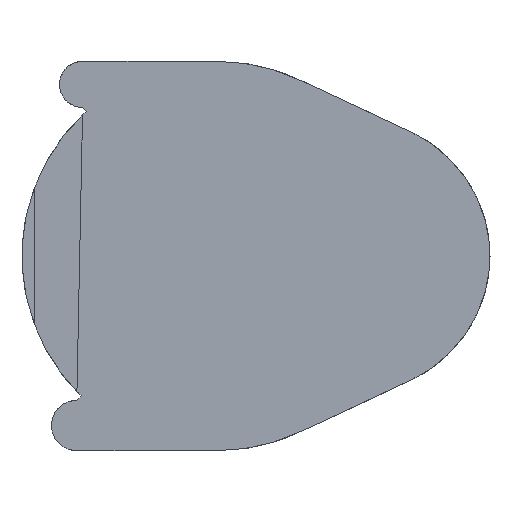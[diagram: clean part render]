
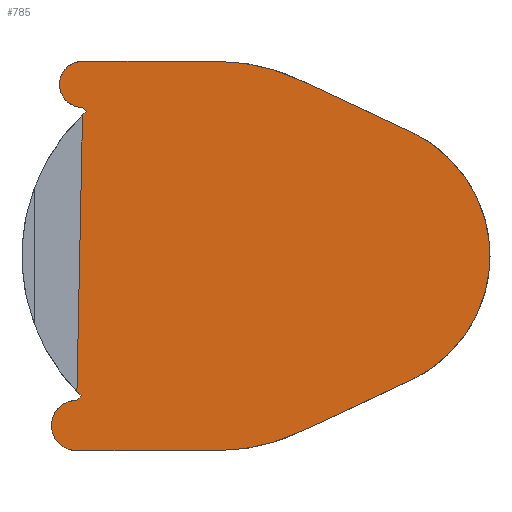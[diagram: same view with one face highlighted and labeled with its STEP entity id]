
A CAD part, front view. The second image highlights one B-rep face of the part: STEP entity #785.
In plain terms, the highlighted planar face has unit normal (0, -1, 0).
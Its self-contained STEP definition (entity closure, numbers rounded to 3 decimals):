
#1 = EDGE_CURVE ( 'NONE', #1216, #477, #1083, .T. ) ;
#2 = EDGE_CURVE ( 'NONE', #177, #245, #1270, .T. ) ;
#11 = VERTEX_POINT ( 'NONE', #1070 ) ;
#14 = AXIS2_PLACEMENT_3D ( 'NONE', #430, #333, #243 ) ;
#24 = LINE ( 'NONE', #1000, #1167 ) ;
#49 = EDGE_CURVE ( 'NONE', #361, #898, #581, .T. ) ;
#58 = VECTOR ( 'NONE', #1091, 1000. ) ;
#61 = DIRECTION ( 'NONE',  ( 0., 0., -1. ) ) ;
#74 = VERTEX_POINT ( 'NONE', #666 ) ;
#96 = DIRECTION ( 'NONE',  ( 0., 1., 0. ) ) ;
#100 = DIRECTION ( 'NONE',  ( 1., 0., 0. ) ) ;
#102 = DIRECTION ( 'NONE',  ( 0., 0., -1. ) ) ;
#107 = CARTESIAN_POINT ( 'NONE',  ( 0., 0., -150. ) ) ;
#125 = VERTEX_POINT ( 'NONE', #1087 ) ;
#133 = VECTOR ( 'NONE', #958, 1000. ) ;
#142 = CARTESIAN_POINT ( 'NONE',  ( 63.393, 0., 135.946 ) ) ;
#148 = ORIENTED_EDGE ( 'NONE', *, *, #475, .T. ) ;
#177 = VERTEX_POINT ( 'NONE', #1100 ) ;
#186 = VECTOR ( 'NONE', #100, 1000. ) ;
#196 = ORIENTED_EDGE ( 'NONE', *, *, #1, .T. ) ;
#200 = EDGE_CURVE ( 'NONE', #552, #11, #1053, .T. ) ;
#203 = CARTESIAN_POINT ( 'NONE',  ( -104.383, 0., -107.723 ) ) ;
#208 = CIRCLE ( 'NONE', #847, 150. ) ;
#221 = EDGE_CURVE ( 'NONE', #1216, #74, #208, .T. ) ;
#243 = DIRECTION ( 'NONE',  ( 0., 0., 1. ) ) ;
#245 = VERTEX_POINT ( 'NONE', #637 ) ;
#253 = CARTESIAN_POINT ( 'NONE',  ( 63.393, 0., 135.946 ) ) ;
#255 = VECTOR ( 'NONE', #675, 1000. ) ;
#261 = DIRECTION ( 'NONE',  ( 0., -1., 0. ) ) ;
#273 = CARTESIAN_POINT ( 'NONE',  ( -103.256, 0., 114.461 ) ) ;
#308 = CIRCLE ( 'NONE', #431, 150. ) ;
#333 = DIRECTION ( 'NONE',  ( 0., 1., 0. ) ) ;
#358 = ORIENTED_EDGE ( 'NONE', *, *, #200, .T. ) ;
#360 = ORIENTED_EDGE ( 'NONE', *, *, #625, .T. ) ;
#361 = VERTEX_POINT ( 'NONE', #1051 ) ;
#379 = EDGE_CURVE ( 'NONE', #1125, #998, #1052, .T. ) ;
#398 = PLANE ( 'NONE',  #1142 ) ;
#413 = FACE_OUTER_BOUND ( 'NONE', #1271, .T. ) ;
#426 = CARTESIAN_POINT ( 'NONE',  ( 63.393, 0., -135.946 ) ) ;
#429 = DIRECTION ( 'NONE',  ( 0.906, 0., 0.423 ) ) ;
#430 = CARTESIAN_POINT ( 'NONE',  ( 0., 0., 0. ) ) ;
#431 = AXIS2_PLACEMENT_3D ( 'NONE', #604, #1109, #489 ) ;
#459 = ORIENTED_EDGE ( 'NONE', *, *, #221, .F. ) ;
#467 = CARTESIAN_POINT ( 'NONE',  ( 63.393, 0., -135.946 ) ) ;
#470 = LINE ( 'NONE', #273, #927 ) ;
#475 = EDGE_CURVE ( 'NONE', #477, #709, #1119, .T. ) ;
#477 = VERTEX_POINT ( 'NONE', #560 ) ;
#489 = DIRECTION ( 'NONE',  ( 0., 0., 1. ) ) ;
#502 = CARTESIAN_POINT ( 'NONE',  ( -107.808, 0., -150. ) ) ;
#510 = DIRECTION ( 'NONE',  ( 0., 1., 0. ) ) ;
#520 = ORIENTED_EDGE ( 'NONE', *, *, #593, .F. ) ;
#522 = ORIENTED_EDGE ( 'NONE', *, *, #566, .F. ) ;
#531 = EDGE_CURVE ( 'NONE', #245, #998, #24, .T. ) ;
#552 = VERTEX_POINT ( 'NONE', #467 ) ;
#560 = CARTESIAN_POINT ( 'NONE',  ( -107.808, 0., -111.258 ) ) ;
#566 = EDGE_CURVE ( 'NONE', #74, #1125, #470, .T. ) ;
#581 = LINE ( 'NONE', #142, #58 ) ;
#593 = EDGE_CURVE ( 'NONE', #711, #898, #1134, .T. ) ;
#595 = CIRCLE ( 'NONE', #961, 105.625 ) ;
#599 = ORIENTED_EDGE ( 'NONE', *, *, #49, .T. ) ;
#604 = CARTESIAN_POINT ( 'NONE',  ( 0., 0., 0. ) ) ;
#625 = EDGE_CURVE ( 'NONE', #11, #361, #595, .T. ) ;
#637 = CARTESIAN_POINT ( 'NONE',  ( -103.256, 0., 114.461 ) ) ;
#655 = CARTESIAN_POINT ( 'NONE',  ( 0., 0., 0. ) ) ;
#662 = DIRECTION ( 'NONE',  ( 0., 0., 1. ) ) ;
#666 = CARTESIAN_POINT ( 'NONE',  ( -107.671, 0., -104.437 ) ) ;
#669 = CARTESIAN_POINT ( 'NONE',  ( 0., 0., 0. ) ) ;
#675 = DIRECTION ( 'NONE',  ( -1., 0., 0. ) ) ;
#693 = AXIS2_PLACEMENT_3D ( 'NONE', #867, #261, #971 ) ;
#695 = CARTESIAN_POINT ( 'NONE',  ( 0., 0., 150. ) ) ;
#702 = DIRECTION ( 'NONE',  ( 0., -1., 0. ) ) ;
#709 = VERTEX_POINT ( 'NONE', #502 ) ;
#710 = EDGE_CURVE ( 'NONE', #552, #125, #308, .T. ) ;
#711 = VERTEX_POINT ( 'NONE', #695 ) ;
#713 = DIRECTION ( 'NONE',  ( 0., 0., 1. ) ) ;
#718 = AXIS2_PLACEMENT_3D ( 'NONE', #669, #784, #662 ) ;
#771 = DIRECTION ( 'NONE',  ( 0.67, 0., -0.743 ) ) ;
#784 = DIRECTION ( 'NONE',  ( 0., 1., 0. ) ) ;
#785 = ADVANCED_FACE ( 'NONE', ( #413 ), #398, .F. ) ;
#819 = CARTESIAN_POINT ( 'NONE',  ( 0., 0., 0. ) ) ;
#847 = AXIS2_PLACEMENT_3D ( 'NONE', #1076, #96, #852 ) ;
#852 = DIRECTION ( 'NONE',  ( 0., 0., 1. ) ) ;
#867 = CARTESIAN_POINT ( 'NONE',  ( -103.256, 0., 132.23 ) ) ;
#875 = LINE ( 'NONE', #1202, #255 ) ;
#898 = VERTEX_POINT ( 'NONE', #253 ) ;
#902 = ORIENTED_EDGE ( 'NONE', *, *, #1116, .T. ) ;
#927 = VECTOR ( 'NONE', #1093, 1000. ) ;
#939 = VECTOR ( 'NONE', #429, 1000. ) ;
#958 = DIRECTION ( 'NONE',  ( -0.696, 0., -0.718 ) ) ;
#961 = AXIS2_PLACEMENT_3D ( 'NONE', #1113, #702, #102 ) ;
#971 = DIRECTION ( 'NONE',  ( 0., 0., -1. ) ) ;
#998 = VERTEX_POINT ( 'NONE', #1266 ) ;
#1000 = CARTESIAN_POINT ( 'NONE',  ( -103.256, 0., 114.461 ) ) ;
#1051 = CARTESIAN_POINT ( 'NONE',  ( 149.639, 0., 95.729 ) ) ;
#1052 = CIRCLE ( 'NONE', #14, 150. ) ;
#1053 = LINE ( 'NONE', #426, #939 ) ;
#1070 = CARTESIAN_POINT ( 'NONE',  ( 149.639, 0., -95.729 ) ) ;
#1071 = ORIENTED_EDGE ( 'NONE', *, *, #710, .F. ) ;
#1076 = CARTESIAN_POINT ( 'NONE',  ( 0., 0., 0. ) ) ;
#1083 = LINE ( 'NONE', #655, #133 ) ;
#1087 = CARTESIAN_POINT ( 'NONE',  ( 0., 0., -150. ) ) ;
#1091 = DIRECTION ( 'NONE',  ( -0.906, 0., 0.423 ) ) ;
#1093 = DIRECTION ( 'NONE',  ( 0.02, 0., 1. ) ) ;
#1100 = CARTESIAN_POINT ( 'NONE',  ( -103.256, 0., 150. ) ) ;
#1108 = CARTESIAN_POINT ( 'NONE',  ( -103.372, 0., 108.693 ) ) ;
#1109 = DIRECTION ( 'NONE',  ( 0., 1., 0. ) ) ;
#1113 = CARTESIAN_POINT ( 'NONE',  ( 105., 0., 0. ) ) ;
#1116 = EDGE_CURVE ( 'NONE', #711, #177, #875, .T. ) ;
#1119 = CIRCLE ( 'NONE', #1267, 19.371 ) ;
#1125 = VERTEX_POINT ( 'NONE', #1108 ) ;
#1134 = CIRCLE ( 'NONE', #718, 150. ) ;
#1142 = AXIS2_PLACEMENT_3D ( 'NONE', #819, #510, #713 ) ;
#1167 = VECTOR ( 'NONE', #771, 1000. ) ;
#1199 = EDGE_CURVE ( 'NONE', #709, #125, #1264, .T. ) ;
#1202 = CARTESIAN_POINT ( 'NONE',  ( -103.256, 0., 150. ) ) ;
#1215 = ORIENTED_EDGE ( 'NONE', *, *, #1199, .T. ) ;
#1216 = VERTEX_POINT ( 'NONE', #203 ) ;
#1228 = ORIENTED_EDGE ( 'NONE', *, *, #379, .F. ) ;
#1255 = ORIENTED_EDGE ( 'NONE', *, *, #531, .T. ) ;
#1260 = ORIENTED_EDGE ( 'NONE', *, *, #2, .T. ) ;
#1264 = LINE ( 'NONE', #107, #186 ) ;
#1265 = CARTESIAN_POINT ( 'NONE',  ( -107.808, 0., -130.629 ) ) ;
#1266 = CARTESIAN_POINT ( 'NONE',  ( -100.474, 0., 111.377 ) ) ;
#1267 = AXIS2_PLACEMENT_3D ( 'NONE', #1265, #1275, #61 ) ;
#1270 = CIRCLE ( 'NONE', #693, 17.77 ) ;
#1271 = EDGE_LOOP ( 'NONE', ( #1228, #522, #459, #196, #148, #1215, #1071, #358, #360, #599, #520, #902, #1260, #1255 ) ) ;
#1275 = DIRECTION ( 'NONE',  ( 0., -1., 0. ) ) ;
